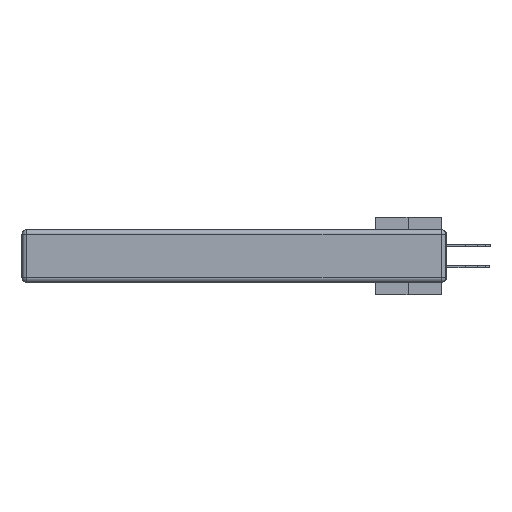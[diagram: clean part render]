
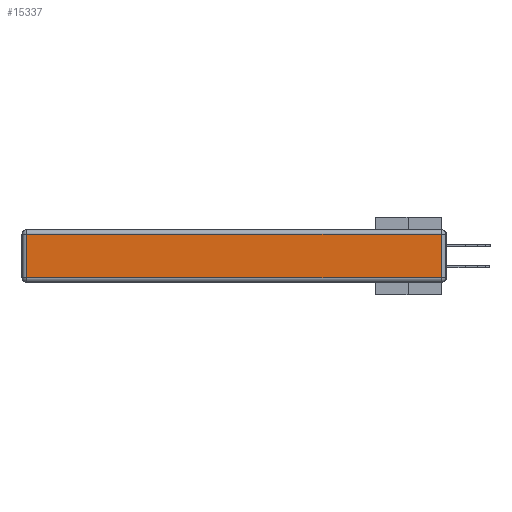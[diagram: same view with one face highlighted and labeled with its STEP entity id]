
A CAD part, left-side view. The second image highlights one B-rep face of the part: STEP entity #15337.
In plain terms, the highlighted planar face has unit normal (-1, 0, 0).
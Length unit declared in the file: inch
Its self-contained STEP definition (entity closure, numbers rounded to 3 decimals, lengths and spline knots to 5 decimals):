
#239 = LINE ( 'NONE', #7328, #21599 ) ;
#394 = CARTESIAN_POINT ( 'NONE',  ( 0., 2.75, -0.03 ) ) ;
#1425 = VERTEX_POINT ( 'NONE', #19039 ) ;
#1904 = EDGE_CURVE ( 'NONE', #30265, #22532, #16578, .T. ) ;
#1918 = AXIS2_PLACEMENT_3D ( 'NONE', #29675, #13527, #5653 ) ;
#2941 = DIRECTION ( 'NONE',  ( 0., -1., 0. ) ) ;
#5264 = EDGE_CURVE ( 'NONE', #22532, #1425, #31892, .T. ) ;
#5653 = DIRECTION ( 'NONE',  ( 0., 0., 1. ) ) ;
#5905 = ORIENTED_EDGE ( 'NONE', *, *, #7603, .T. ) ;
#7328 = CARTESIAN_POINT ( 'NONE',  ( 0., 2.72, -0.343 ) ) ;
#7603 = EDGE_CURVE ( 'NONE', #17541, #30265, #239, .T. ) ;
#8351 = CARTESIAN_POINT ( 'NONE',  ( 0., 0.03, -0.313 ) ) ;
#9964 = VECTOR ( 'NONE', #11136, 39.37008 ) ;
#10498 = FACE_OUTER_BOUND ( 'NONE', #15152, .T. ) ;
#10839 = VECTOR ( 'NONE', #19509, 39.37008 ) ;
#11136 = DIRECTION ( 'NONE',  ( 0., 1., 0. ) ) ;
#11801 = CARTESIAN_POINT ( 'NONE',  ( 0., 0.03, -0.343 ) ) ;
#13291 = PLANE ( 'NONE',  #1918 ) ;
#13527 = DIRECTION ( 'NONE',  ( -1., 0., 0. ) ) ;
#15065 = DIRECTION ( 'NONE',  ( 0., 0., -1. ) ) ;
#15152 = EDGE_LOOP ( 'NONE', ( #24587, #23190, #18409, #5905 ) ) ;
#15337 = ADVANCED_FACE ( 'NONE', ( #10498 ), #13291, .T. ) ;
#15876 = CARTESIAN_POINT ( 'NONE',  ( 0., 2.72, -0.313 ) ) ;
#16578 = LINE ( 'NONE', #30741, #16987 ) ;
#16987 = VECTOR ( 'NONE', #2941, 39.37008 ) ;
#17541 = VERTEX_POINT ( 'NONE', #22756 ) ;
#18409 = ORIENTED_EDGE ( 'NONE', *, *, #33504, .T. ) ;
#19039 = CARTESIAN_POINT ( 'NONE',  ( 0., 0.03, -0.03 ) ) ;
#19509 = DIRECTION ( 'NONE',  ( 0., 0., 1. ) ) ;
#21599 = VECTOR ( 'NONE', #15065, 39.37008 ) ;
#22532 = VERTEX_POINT ( 'NONE', #8351 ) ;
#22756 = CARTESIAN_POINT ( 'NONE',  ( 0., 2.72, -0.03 ) ) ;
#23190 = ORIENTED_EDGE ( 'NONE', *, *, #5264, .T. ) ;
#24587 = ORIENTED_EDGE ( 'NONE', *, *, #1904, .T. ) ;
#24622 = LINE ( 'NONE', #394, #9964 ) ;
#29675 = CARTESIAN_POINT ( 'NONE',  ( 0., 0., -0.343 ) ) ;
#30265 = VERTEX_POINT ( 'NONE', #15876 ) ;
#30741 = CARTESIAN_POINT ( 'NONE',  ( 0., 0., -0.313 ) ) ;
#31892 = LINE ( 'NONE', #11801, #10839 ) ;
#33504 = EDGE_CURVE ( 'NONE', #1425, #17541, #24622, .T. ) ;
